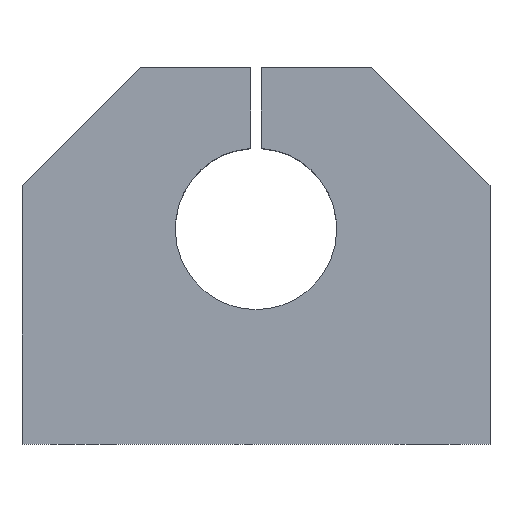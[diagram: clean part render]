
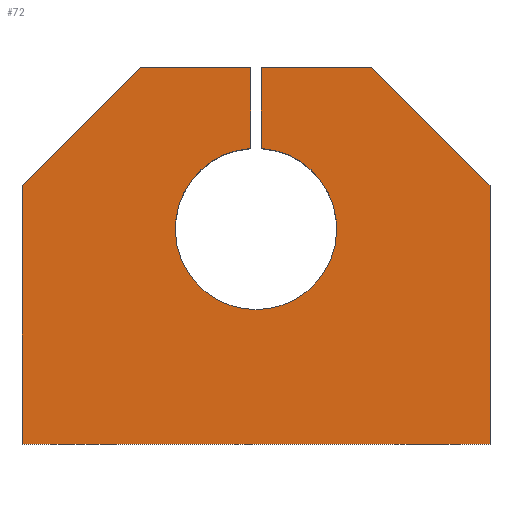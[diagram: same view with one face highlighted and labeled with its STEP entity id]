
A CAD part, top view. The second image highlights one B-rep face of the part: STEP entity #72.
In plain terms, the highlighted planar face has unit normal (0, 0, 1).
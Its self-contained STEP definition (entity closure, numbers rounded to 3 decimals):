
#72 = ADVANCED_FACE( '', ( #158 ), #159, .T. );
#158 = FACE_OUTER_BOUND( '', #257, .T. );
#159 = PLANE( '', #258 );
#257 = EDGE_LOOP( '', ( #398, #399, #400, #401, #402, #403, #404, #405, #406, #407 ) );
#258 = AXIS2_PLACEMENT_3D( '', #408, #409, #410 );
#398 = ORIENTED_EDGE( '', *, *, #512, .T. );
#399 = ORIENTED_EDGE( '', *, *, #539, .T. );
#400 = ORIENTED_EDGE( '', *, *, #540, .T. );
#401 = ORIENTED_EDGE( '', *, *, #536, .T. );
#402 = ORIENTED_EDGE( '', *, *, #505, .T. );
#403 = ORIENTED_EDGE( '', *, *, #541, .T. );
#404 = ORIENTED_EDGE( '', *, *, #533, .F. );
#405 = ORIENTED_EDGE( '', *, *, #495, .T. );
#406 = ORIENTED_EDGE( '', *, *, #542, .T. );
#407 = ORIENTED_EDGE( '', *, *, #543, .T. );
#408 = CARTESIAN_POINT( '', ( 0., 40., 40. ) );
#409 = DIRECTION( '', ( 0., 0., 1. ) );
#410 = DIRECTION( '', ( 1., 0., 0. ) );
#495 = EDGE_CURVE( '', #568, #566, #569, .T. );
#505 = EDGE_CURVE( '', #586, #584, #587, .T. );
#512 = EDGE_CURVE( '', #598, #596, #599, .T. );
#533 = EDGE_CURVE( '', #568, #630, #631, .T. );
#536 = EDGE_CURVE( '', #634, #586, #635, .T. );
#539 = EDGE_CURVE( '', #596, #638, #639, .T. );
#540 = EDGE_CURVE( '', #638, #634, #640, .T. );
#541 = EDGE_CURVE( '', #584, #630, #641, .T. );
#542 = EDGE_CURVE( '', #566, #642, #643, .T. );
#543 = EDGE_CURVE( '', #642, #598, #644, .T. );
#566 = VERTEX_POINT( '', #673 );
#568 = VERTEX_POINT( '', #676 );
#569 = LINE( '', #677, #678 );
#584 = VERTEX_POINT( '', #789 );
#586 = VERTEX_POINT( '', #792 );
#587 = LINE( '', #793, #794 );
#596 = VERTEX_POINT( '', #805 );
#598 = VERTEX_POINT( '', #808 );
#599 = LINE( '', #809, #810 );
#630 = VERTEX_POINT( '', #911 );
#631 = CIRCLE( '', #912, 15. );
#634 = VERTEX_POINT( '', #916 );
#635 = LINE( '', #917, #918 );
#638 = VERTEX_POINT( '', #922 );
#639 = LINE( '', #923, #924 );
#640 = LINE( '', #925, #926 );
#641 = LINE( '', #927, #928 );
#642 = VERTEX_POINT( '', #929 );
#643 = LINE( '', #930, #931 );
#644 = LINE( '', #932, #933 );
#673 = CARTESIAN_POINT( '', ( -1., 70., 40. ) );
#676 = CARTESIAN_POINT( '', ( -1., 54.967, 40. ) );
#677 = CARTESIAN_POINT( '', ( -1., 54.967, 40. ) );
#678 = VECTOR( '', #961, 1000. );
#789 = CARTESIAN_POINT( '', ( 1., 70., 40. ) );
#792 = CARTESIAN_POINT( '', ( 21.5, 70., 40. ) );
#793 = CARTESIAN_POINT( '', ( 21.5, 70., 40. ) );
#794 = VECTOR( '', #974, 1000. );
#805 = CARTESIAN_POINT( '', ( -43.5, 0., 40. ) );
#808 = CARTESIAN_POINT( '', ( -43.5, 48., 40. ) );
#809 = CARTESIAN_POINT( '', ( -43.5, 48., 40. ) );
#810 = VECTOR( '', #981, 1000. );
#911 = CARTESIAN_POINT( '', ( 1., 54.967, 40. ) );
#912 = AXIS2_PLACEMENT_3D( '', #1007, #1008, #1009 );
#916 = CARTESIAN_POINT( '', ( 43.5, 48., 40. ) );
#917 = CARTESIAN_POINT( '', ( 43.5, 48., 40. ) );
#918 = VECTOR( '', #1011, 1000. );
#922 = CARTESIAN_POINT( '', ( 43.5, 0., 40. ) );
#923 = CARTESIAN_POINT( '', ( -43.5, 0., 40. ) );
#924 = VECTOR( '', #1013, 1000. );
#925 = CARTESIAN_POINT( '', ( 43.5, 0., 40. ) );
#926 = VECTOR( '', #1014, 1000. );
#927 = CARTESIAN_POINT( '', ( 1., 70., 40. ) );
#928 = VECTOR( '', #1015, 1000. );
#929 = CARTESIAN_POINT( '', ( -21.5, 70., 40. ) );
#930 = CARTESIAN_POINT( '', ( -1., 70., 40. ) );
#931 = VECTOR( '', #1016, 1000. );
#932 = CARTESIAN_POINT( '', ( -21.5, 70., 40. ) );
#933 = VECTOR( '', #1017, 1000. );
#961 = DIRECTION( '', ( 0., 1., 0. ) );
#974 = DIRECTION( '', ( -1., 0., 0. ) );
#981 = DIRECTION( '', ( 0., -1., 0. ) );
#1007 = CARTESIAN_POINT( '', ( 0., 40., 40. ) );
#1008 = DIRECTION( '', ( 0., 0., 1. ) );
#1009 = DIRECTION( '', ( 1., 0., 0. ) );
#1011 = DIRECTION( '', ( -0.707, 0.707, 0. ) );
#1013 = DIRECTION( '', ( 1., 0., 0. ) );
#1014 = DIRECTION( '', ( 0., 1., 0. ) );
#1015 = DIRECTION( '', ( 0., -1., 0. ) );
#1016 = DIRECTION( '', ( -1., 0., 0. ) );
#1017 = DIRECTION( '', ( -0.707, -0.707, 0. ) );
